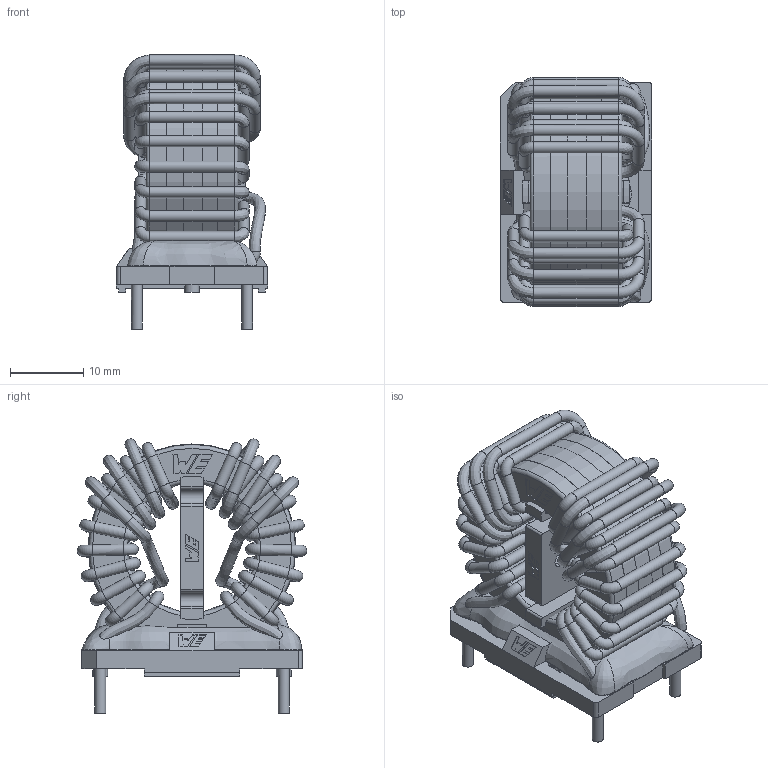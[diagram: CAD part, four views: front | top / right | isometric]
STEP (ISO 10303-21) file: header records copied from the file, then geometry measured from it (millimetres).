
FILE_DESCRIPTION(('STEP AP214'),'1');
FILE_NAME('L_Wurth_WE-CMBNC-TypeXL_7448051307.step','2025-04-07T05:21:51',(' '),('ANSOFT Corporation'),'Spatial InterOp 3D',' ',' ');
FILE_SCHEMA(('AUTOMOTIVE_DESIGN { 1 0 10303 214 1 1 1 1 }'));
Length unit declared in the file: millimetre
Products named in the file (1): Glue
Bounding box: 20.6 x 31.23 x 37.34 mm (x, y, z)
Volume: 9349.1 mm3; surface area: 17780.1 mm2
Topology: 9 solids, 9 shells, 676 faces, 1723 edges, 1087 vertices
Faces by surface type: plane 353, cylinder 165, torus 74, bspline 71, cone 11, extrusion 2
Full cylindrical faces by diameter (mm): 1.5 x98, 1.7 x12, 2 x6, 17.6 x1, 19.4 x2, 20 x1, 25 x1, 25.6 x2, 28.2 x1, 28.23 x1, 28.31 x1
Entity records: 49460 total; most frequent: CARTESIAN_POINT 23990, DIRECTION 2919, ORIENTED_EDGE 2824, STYLED_ITEM 1711, PRESENTATION_STYLE_ASSIGNMENT 1711, COLOUR_RGB 1711, EDGE_CURVE 1412, VERTEX_POINT 1037
